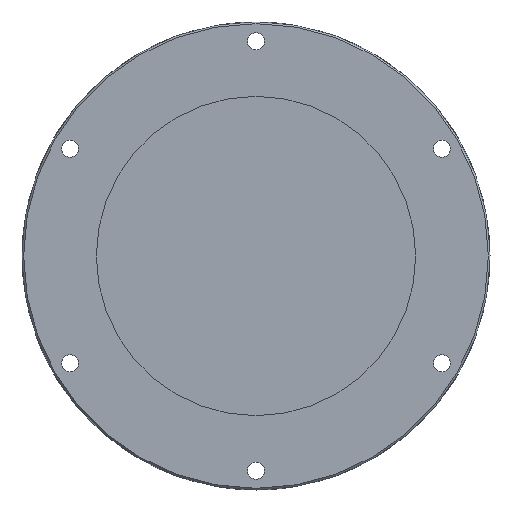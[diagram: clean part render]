
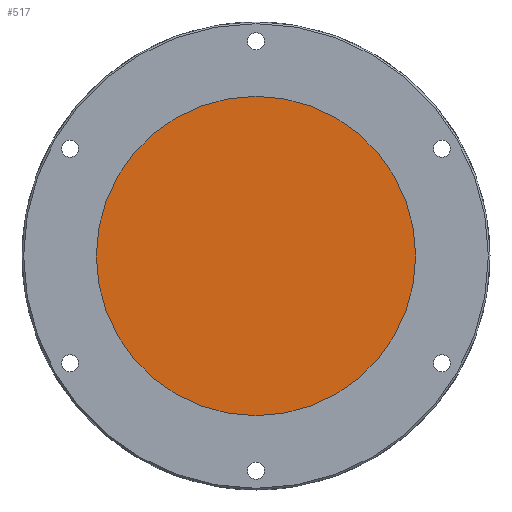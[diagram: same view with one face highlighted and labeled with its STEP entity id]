
A CAD part, front view. The second image highlights one B-rep face of the part: STEP entity #517.
In plain terms, the highlighted planar face has unit normal (0, -1, 0).
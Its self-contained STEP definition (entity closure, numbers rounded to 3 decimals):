
#168 = ORIENTED_EDGE ( 'NONE', *, *, #2482, .T. ) ;
#310 = DIRECTION ( 'NONE',  ( 0., 1., 0. ) ) ;
#330 = CARTESIAN_POINT ( 'NONE',  ( 0., 0., 0. ) ) ;
#517 = ADVANCED_FACE ( 'NONE', ( #2850 ), #1059, .F. ) ;
#854 = CARTESIAN_POINT ( 'NONE',  ( 0., 0., 29. ) ) ;
#915 = DIRECTION ( 'NONE',  ( 0., 0., -1. ) ) ;
#1059 = PLANE ( 'NONE',  #1279 ) ;
#1081 = DIRECTION ( 'NONE',  ( 0., 0., 1. ) ) ;
#1124 = CARTESIAN_POINT ( 'NONE',  ( 0., 0., -29. ) ) ;
#1153 = DIRECTION ( 'NONE',  ( 0., 0., -1. ) ) ;
#1162 = CARTESIAN_POINT ( 'NONE',  ( 0., 0., 0. ) ) ;
#1279 = AXIS2_PLACEMENT_3D ( 'NONE', #330, #310, #1081 ) ;
#1452 = AXIS2_PLACEMENT_3D ( 'NONE', #1162, #2172, #915 ) ;
#1542 = VERTEX_POINT ( 'NONE', #1124 ) ;
#1641 = DIRECTION ( 'NONE',  ( 0., -1., 0. ) ) ;
#2163 = ORIENTED_EDGE ( 'NONE', *, *, #3121, .T. ) ;
#2172 = DIRECTION ( 'NONE',  ( 0., -1., 0. ) ) ;
#2453 = CIRCLE ( 'NONE', #1452, 29. ) ;
#2458 = CIRCLE ( 'NONE', #2885, 29. ) ;
#2482 = EDGE_CURVE ( 'NONE', #1542, #3114, #2453, .T. ) ;
#2673 = EDGE_LOOP ( 'NONE', ( #168, #2163 ) ) ;
#2850 = FACE_OUTER_BOUND ( 'NONE', #2673, .T. ) ;
#2885 = AXIS2_PLACEMENT_3D ( 'NONE', #2925, #1641, #1153 ) ;
#2925 = CARTESIAN_POINT ( 'NONE',  ( 0., 0., 0. ) ) ;
#3114 = VERTEX_POINT ( 'NONE', #854 ) ;
#3121 = EDGE_CURVE ( 'NONE', #3114, #1542, #2458, .T. ) ;
